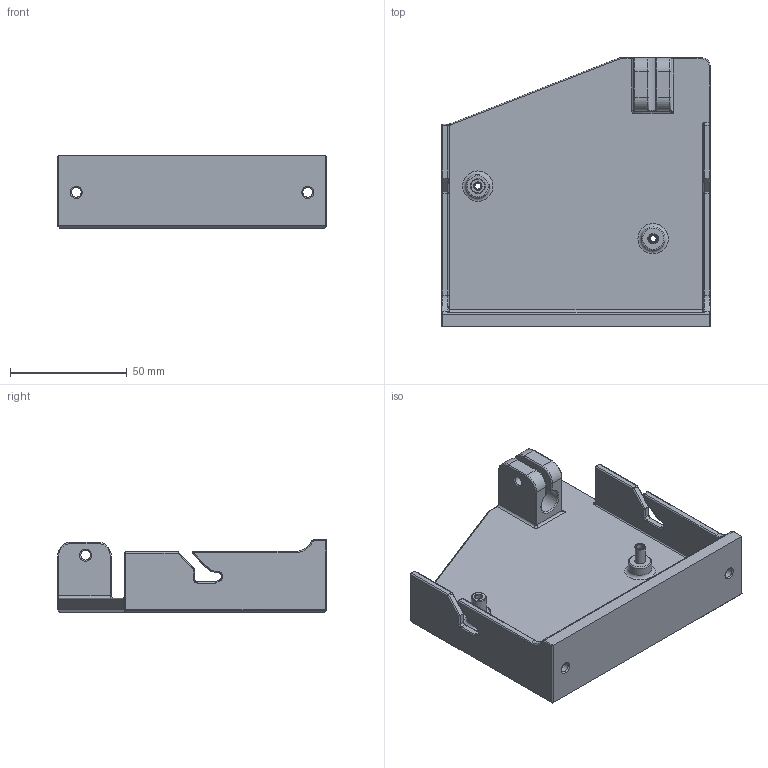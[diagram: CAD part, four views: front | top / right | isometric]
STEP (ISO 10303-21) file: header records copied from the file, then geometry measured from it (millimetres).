
FILE_DESCRIPTION(/* description */ (''),/* implementation_level */ '2;1');
FILE_NAME(/* name */ 'FilamentMeasBackPlateV2.stp',/* time_stamp */ '2021-07-17T08:41:49-05:00',/* author */ ('adamj'),/* organization */ (''),/* preprocessor_version */ 'ST-DEVELOPER v18.1',/* originating_system */ 'Autodesk Inventor 2022',/* authorisation */ '');
FILE_SCHEMA (('AUTOMOTIVE_DESIGN { 1 0 10303 214 3 1 1 }'));
Length unit declared in the file: millimetre
Products named in the file (1): FilamentMeasBackPlateV2
Bounding box: 115 x 115 x 31 mm (x, y, z)
Volume: 105404 mm3; surface area: 42123.7 mm2
Topology: 1 solids, 1 shells, 247 faces, 565 edges, 324 vertices
Faces by surface type: cylinder 109, torus 58, plane 52, sphere 14, bspline 9, cone 5
Full cylindrical faces by diameter (mm): 2.5 x2, 3.2 x2, 4.2 x3, 4.5 x1, 5.3 x1, 6.4 x1, 10 x2
Entity records: 7236 total; most frequent: CARTESIAN_POINT 1487, DIRECTION 1324, ORIENTED_EDGE 1126, EDGE_CURVE 563, AXIS2_PLACEMENT_3D 544, VERTEX_POINT 324, CIRCLE 280, EDGE_LOOP 265
